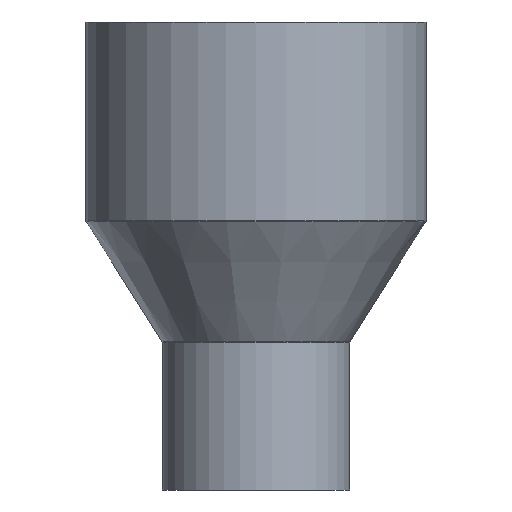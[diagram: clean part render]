
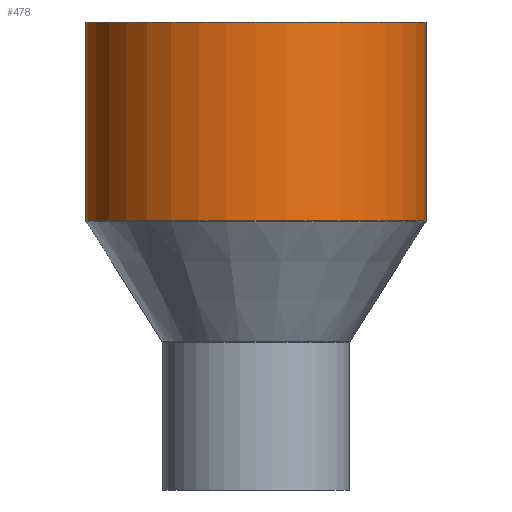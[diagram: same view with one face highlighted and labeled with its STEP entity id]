
A CAD part, front view. The second image highlights one B-rep face of the part: STEP entity #478.
In plain terms, the highlighted cylindrical face has radius 100 mm (diameter 200 mm), a partial arc.
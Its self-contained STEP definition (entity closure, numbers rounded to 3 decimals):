
#5 = CARTESIAN_POINT ( 'NONE',  ( 100., 0., 146.031 ) ) ;
#31 = CARTESIAN_POINT ( 'NONE',  ( 0., 0., 146.031 ) ) ;
#45 = CARTESIAN_POINT ( 'NONE',  ( -100., 0., 29.612 ) ) ;
#50 = CIRCLE ( 'NONE', #491, 100. ) ;
#59 = VERTEX_POINT ( 'NONE', #210 ) ;
#103 = VECTOR ( 'NONE', #306, 1000. ) ;
#113 = CIRCLE ( 'NONE', #297, 100. ) ;
#131 = EDGE_CURVE ( 'NONE', #391, #399, #113, .T. ) ;
#136 = ORIENTED_EDGE ( 'NONE', *, *, #582, .F. ) ;
#153 = FACE_OUTER_BOUND ( 'NONE', #498, .T. ) ;
#180 = EDGE_CURVE ( 'NONE', #503, #59, #50, .T. ) ;
#191 = DIRECTION ( 'NONE',  ( 0., 0., -1. ) ) ;
#209 = DIRECTION ( 'NONE',  ( 0., 0., -1. ) ) ;
#210 = CARTESIAN_POINT ( 'NONE',  ( -100., 0., 146.031 ) ) ;
#256 = ORIENTED_EDGE ( 'NONE', *, *, #278, .T. ) ;
#261 = CARTESIAN_POINT ( 'NONE',  ( 0., 0., -16.533 ) ) ;
#278 = EDGE_CURVE ( 'NONE', #59, #399, #342, .T. ) ;
#290 = DIRECTION ( 'NONE',  ( 0., 0., -1. ) ) ;
#297 = AXIS2_PLACEMENT_3D ( 'NONE', #636, #290, #384 ) ;
#306 = DIRECTION ( 'NONE',  ( 0., 0., -1. ) ) ;
#309 = ORIENTED_EDGE ( 'NONE', *, *, #180, .T. ) ;
#311 = DIRECTION ( 'NONE',  ( -1., 0., 0. ) ) ;
#342 = LINE ( 'NONE', #554, #103 ) ;
#346 = ORIENTED_EDGE ( 'NONE', *, *, #131, .F. ) ;
#384 = DIRECTION ( 'NONE',  ( -1., 0., 0. ) ) ;
#386 = CARTESIAN_POINT ( 'NONE',  ( 100., 0., -16.533 ) ) ;
#391 = VERTEX_POINT ( 'NONE', #455 ) ;
#392 = DIRECTION ( 'NONE',  ( 0., 0., -1. ) ) ;
#399 = VERTEX_POINT ( 'NONE', #45 ) ;
#455 = CARTESIAN_POINT ( 'NONE',  ( 100., 0., 29.612 ) ) ;
#478 = ADVANCED_FACE ( 'NONE', ( #153 ), #618, .T. ) ;
#491 = AXIS2_PLACEMENT_3D ( 'NONE', #31, #392, #629 ) ;
#498 = EDGE_LOOP ( 'NONE', ( #136, #309, #256, #346 ) ) ;
#503 = VERTEX_POINT ( 'NONE', #5 ) ;
#510 = VECTOR ( 'NONE', #191, 1000. ) ;
#539 = AXIS2_PLACEMENT_3D ( 'NONE', #261, #209, #311 ) ;
#554 = CARTESIAN_POINT ( 'NONE',  ( -100., 0., -16.533 ) ) ;
#576 = LINE ( 'NONE', #386, #510 ) ;
#582 = EDGE_CURVE ( 'NONE', #503, #391, #576, .T. ) ;
#618 = CYLINDRICAL_SURFACE ( 'NONE', #539, 100. ) ;
#629 = DIRECTION ( 'NONE',  ( -1., 0., 0. ) ) ;
#636 = CARTESIAN_POINT ( 'NONE',  ( 0., 0., 29.612 ) ) ;
